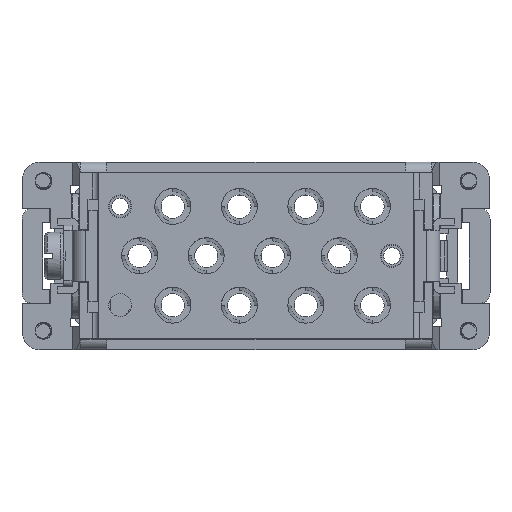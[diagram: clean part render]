
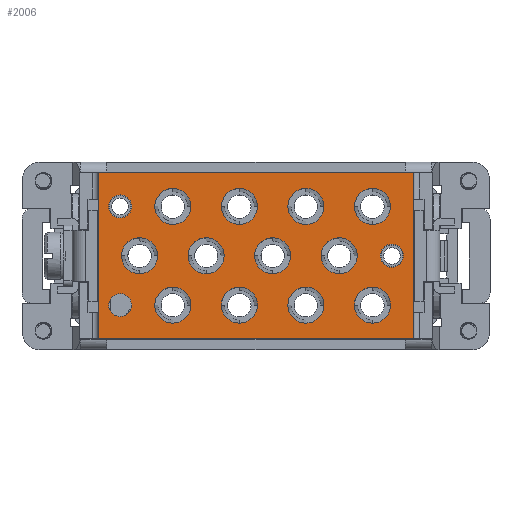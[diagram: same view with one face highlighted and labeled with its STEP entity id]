
A CAD part, top view. The second image highlights one B-rep face of the part: STEP entity #2006.
In plain terms, the highlighted planar face has unit normal (0, 0, 1).
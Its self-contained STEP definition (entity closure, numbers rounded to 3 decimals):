
#2006=ADVANCED_FACE('',(#5005,#5006,#5007,#5008,#5009,#5010,#5011,#5012,
#5013,#5014,#5015,#5016,#5017,#5018,#5019,#5020),#3003,.F.);
#3003=PLANE('',#23244);
#3748=CIRCLE('',#23086,3.25);
#3753=CIRCLE('',#23098,3.25);
#3758=CIRCLE('',#23110,3.25);
#3763=CIRCLE('',#23122,3.25);
#3768=CIRCLE('',#23134,3.25);
#3773=CIRCLE('',#23146,3.25);
#3778=CIRCLE('',#23158,3.25);
#3783=CIRCLE('',#23170,3.25);
#3790=CIRCLE('',#23184,3.25);
#3795=CIRCLE('',#23196,3.25);
#3800=CIRCLE('',#23208,3.25);
#3803=CIRCLE('',#23234,2.075);
#3804=CIRCLE('',#23240,2.075);
#3805=CIRCLE('',#23242,2.075);
#3806=CIRCLE('',#23243,3.25);
#5005=FACE_BOUND('',#5967,.T.);
#5006=FACE_BOUND('',#5968,.T.);
#5007=FACE_BOUND('',#5969,.T.);
#5008=FACE_BOUND('',#5970,.T.);
#5009=FACE_BOUND('',#5971,.T.);
#5010=FACE_BOUND('',#5972,.T.);
#5011=FACE_BOUND('',#5973,.T.);
#5012=FACE_BOUND('',#5974,.T.);
#5013=FACE_BOUND('',#5975,.T.);
#5014=FACE_BOUND('',#5976,.T.);
#5015=FACE_BOUND('',#5977,.T.);
#5016=FACE_BOUND('',#5978,.T.);
#5017=FACE_BOUND('',#5979,.T.);
#5018=FACE_BOUND('',#5980,.T.);
#5019=FACE_BOUND('',#5981,.T.);
#5020=FACE_BOUND('',#5982,.T.);
#5967=EDGE_LOOP('',(#9227));
#5968=EDGE_LOOP('',(#9228));
#5969=EDGE_LOOP('',(#9229));
#5970=EDGE_LOOP('',(#9230));
#5971=EDGE_LOOP('',(#9231));
#5972=EDGE_LOOP('',(#9232));
#5973=EDGE_LOOP('',(#9233,#9234,#9235,#9236));
#5974=EDGE_LOOP('',(#9237));
#5975=EDGE_LOOP('',(#9238));
#5976=EDGE_LOOP('',(#9239));
#5977=EDGE_LOOP('',(#9240));
#5978=EDGE_LOOP('',(#9241));
#5979=EDGE_LOOP('',(#9242));
#5980=EDGE_LOOP('',(#9243));
#5981=EDGE_LOOP('',(#9244));
#5982=EDGE_LOOP('',(#9245));
#9227=ORIENTED_EDGE('',*,*,#16753,.T.);
#9228=ORIENTED_EDGE('',*,*,#16754,.T.);
#9229=ORIENTED_EDGE('',*,*,#16682,.F.);
#9230=ORIENTED_EDGE('',*,*,#16699,.F.);
#9231=ORIENTED_EDGE('',*,*,#16716,.F.);
#9232=ORIENTED_EDGE('',*,*,#16755,.F.);
#9233=ORIENTED_EDGE('',*,*,#16744,.T.);
#9234=ORIENTED_EDGE('',*,*,#15948,.T.);
#9235=ORIENTED_EDGE('',*,*,#16743,.T.);
#9236=ORIENTED_EDGE('',*,*,#15926,.T.);
#9237=ORIENTED_EDGE('',*,*,#16543,.T.);
#9238=ORIENTED_EDGE('',*,*,#16645,.T.);
#9239=ORIENTED_EDGE('',*,*,#16628,.T.);
#9240=ORIENTED_EDGE('',*,*,#16750,.T.);
#9241=ORIENTED_EDGE('',*,*,#16577,.T.);
#9242=ORIENTED_EDGE('',*,*,#16594,.T.);
#9243=ORIENTED_EDGE('',*,*,#16611,.T.);
#9244=ORIENTED_EDGE('',*,*,#16560,.T.);
#9245=ORIENTED_EDGE('',*,*,#16662,.T.);
#13658=VERTEX_POINT('',#32039);
#13659=VERTEX_POINT('',#32041);
#13677=VERTEX_POINT('',#32082);
#13678=VERTEX_POINT('',#32084);
#14087=VERTEX_POINT('',#33405);
#14096=VERTEX_POINT('',#33438);
#14105=VERTEX_POINT('',#33471);
#14114=VERTEX_POINT('',#33504);
#14123=VERTEX_POINT('',#33537);
#14132=VERTEX_POINT('',#33570);
#14141=VERTEX_POINT('',#33603);
#14150=VERTEX_POINT('',#33636);
#14160=VERTEX_POINT('',#33673);
#14169=VERTEX_POINT('',#33706);
#14178=VERTEX_POINT('',#33739);
#14186=VERTEX_POINT('',#33804);
#14187=VERTEX_POINT('',#33813);
#14188=VERTEX_POINT('',#33816);
#14189=VERTEX_POINT('',#33818);
#15926=EDGE_CURVE('',#13659,#13658,#18907,.T.);
#15948=EDGE_CURVE('',#13678,#13677,#18926,.T.);
#16543=EDGE_CURVE('',#14087,#14087,#3748,.T.);
#16560=EDGE_CURVE('',#14096,#14096,#3753,.T.);
#16577=EDGE_CURVE('',#14105,#14105,#3758,.T.);
#16594=EDGE_CURVE('',#14114,#14114,#3763,.T.);
#16611=EDGE_CURVE('',#14123,#14123,#3768,.T.);
#16628=EDGE_CURVE('',#14132,#14132,#3773,.T.);
#16645=EDGE_CURVE('',#14141,#14141,#3778,.T.);
#16662=EDGE_CURVE('',#14150,#14150,#3783,.T.);
#16682=EDGE_CURVE('',#14160,#14160,#3790,.T.);
#16699=EDGE_CURVE('',#14169,#14169,#3795,.T.);
#16716=EDGE_CURVE('',#14178,#14178,#3800,.T.);
#16743=EDGE_CURVE('',#13677,#13659,#19472,.T.);
#16744=EDGE_CURVE('',#13658,#13678,#19473,.T.);
#16750=EDGE_CURVE('',#14186,#14186,#3803,.T.);
#16753=EDGE_CURVE('',#14187,#14187,#3804,.T.);
#16754=EDGE_CURVE('',#14188,#14188,#3805,.T.);
#16755=EDGE_CURVE('',#14189,#14189,#3806,.T.);
#18907=LINE('',#32040,#20743);
#18926=LINE('',#32083,#20762);
#19472=LINE('',#33790,#21308);
#19473=LINE('',#33792,#21309);
#20743=VECTOR('',#25399,1.);
#20762=VECTOR('',#25428,1.);
#21308=VECTOR('',#27280,1.);
#21309=VECTOR('',#27283,1.);
#23086=AXIS2_PLACEMENT_3D('',#33404,#26851,#26852);
#23098=AXIS2_PLACEMENT_3D('',#33437,#26887,#26888);
#23110=AXIS2_PLACEMENT_3D('',#33470,#26923,#26924);
#23122=AXIS2_PLACEMENT_3D('',#33503,#26959,#26960);
#23134=AXIS2_PLACEMENT_3D('',#33536,#26995,#26996);
#23146=AXIS2_PLACEMENT_3D('',#33569,#27031,#27032);
#23158=AXIS2_PLACEMENT_3D('',#33602,#27067,#27068);
#23170=AXIS2_PLACEMENT_3D('',#33635,#27103,#27104);
#23184=AXIS2_PLACEMENT_3D('',#33672,#27144,#27145);
#23196=AXIS2_PLACEMENT_3D('',#33705,#27180,#27181);
#23208=AXIS2_PLACEMENT_3D('',#33738,#27216,#27217);
#23234=AXIS2_PLACEMENT_3D('',#33803,#27299,#27300);
#23240=AXIS2_PLACEMENT_3D('',#33812,#27313,#27314);
#23242=AXIS2_PLACEMENT_3D('',#33815,#27317,#27318);
#23243=AXIS2_PLACEMENT_3D('',#33817,#27319,#27320);
#23244=AXIS2_PLACEMENT_3D('',#33819,#27321,#27322);
#25399=DIRECTION('',(-1.,0.,0.));
#25428=DIRECTION('',(1.,0.,0.));
#26851=DIRECTION('',(0.,0.,-1.));
#26852=DIRECTION('',(1.,0.,0.));
#26887=DIRECTION('',(0.,0.,-1.));
#26888=DIRECTION('',(1.,0.,0.));
#26923=DIRECTION('',(0.,0.,-1.));
#26924=DIRECTION('',(1.,0.,0.));
#26959=DIRECTION('',(0.,0.,-1.));
#26960=DIRECTION('',(1.,0.,0.));
#26995=DIRECTION('',(0.,0.,-1.));
#26996=DIRECTION('',(1.,0.,0.));
#27031=DIRECTION('',(0.,0.,-1.));
#27032=DIRECTION('',(1.,0.,0.));
#27067=DIRECTION('',(0.,0.,-1.));
#27068=DIRECTION('',(1.,0.,0.));
#27103=DIRECTION('',(0.,0.,-1.));
#27104=DIRECTION('',(1.,0.,0.));
#27144=DIRECTION('',(0.,0.,1.));
#27145=DIRECTION('',(1.,0.,0.));
#27180=DIRECTION('',(0.,0.,1.));
#27181=DIRECTION('',(1.,0.,0.));
#27216=DIRECTION('',(0.,0.,1.));
#27217=DIRECTION('',(1.,0.,0.));
#27280=DIRECTION('',(0.,1.,0.));
#27283=DIRECTION('',(0.,-1.,0.));
#27299=DIRECTION('',(0.,0.,-1.));
#27300=DIRECTION('',(1.,0.,0.));
#27313=DIRECTION('',(0.,0.,-1.));
#27314=DIRECTION('',(1.,0.,0.));
#27317=DIRECTION('',(0.,0.,-1.));
#27318=DIRECTION('',(1.,0.,0.));
#27319=DIRECTION('',(0.,0.,1.));
#27320=DIRECTION('',(1.,0.,0.));
#27321=DIRECTION('',(0.,0.,-1.));
#27322=DIRECTION('',(-1.,0.,0.));
#32039=CARTESIAN_POINT('',(-28.4,15.,22.9));
#32040=CARTESIAN_POINT('',(26.9,15.,22.9));
#32041=CARTESIAN_POINT('',(28.4,15.,22.9));
#32082=CARTESIAN_POINT('',(28.4,-15.,22.9));
#32083=CARTESIAN_POINT('',(27.15,-15.,22.9));
#32084=CARTESIAN_POINT('',(-28.4,-15.,22.9));
#33404=CARTESIAN_POINT('',(-15.,8.9,22.9));
#33405=CARTESIAN_POINT('',(-11.75,8.9,22.9));
#33437=CARTESIAN_POINT('',(-21.,0.,22.9));
#33438=CARTESIAN_POINT('',(-17.75,0.,22.9));
#33470=CARTESIAN_POINT('',(15.,0.,22.9));
#33471=CARTESIAN_POINT('',(18.25,0.,22.9));
#33503=CARTESIAN_POINT('',(3.,0.,22.9));
#33504=CARTESIAN_POINT('',(6.25,0.,22.9));
#33536=CARTESIAN_POINT('',(-9.,0.,22.9));
#33537=CARTESIAN_POINT('',(-5.75,0.,22.9));
#33569=CARTESIAN_POINT('',(9.,8.9,22.9));
#33570=CARTESIAN_POINT('',(12.25,8.9,22.9));
#33602=CARTESIAN_POINT('',(-3.,8.9,22.9));
#33603=CARTESIAN_POINT('',(0.25,8.9,22.9));
#33635=CARTESIAN_POINT('',(21.,8.9,22.9));
#33636=CARTESIAN_POINT('',(24.25,8.9,22.9));
#33672=CARTESIAN_POINT('',(-15.,-8.9,22.9));
#33673=CARTESIAN_POINT('',(-11.75,-8.9,22.9));
#33705=CARTESIAN_POINT('',(-3.,-8.9,22.9));
#33706=CARTESIAN_POINT('',(0.25,-8.9,22.9));
#33738=CARTESIAN_POINT('',(9.,-8.9,22.9));
#33739=CARTESIAN_POINT('',(12.25,-8.9,22.9));
#33790=CARTESIAN_POINT('',(28.4,15.,22.9));
#33792=CARTESIAN_POINT('',(-28.4,-15.,22.9));
#33803=CARTESIAN_POINT('',(24.5,0.,22.9));
#33804=CARTESIAN_POINT('',(26.575,0.,22.9));
#33812=CARTESIAN_POINT('',(-24.5,8.9,22.9));
#33813=CARTESIAN_POINT('',(-22.425,8.9,22.9));
#33815=CARTESIAN_POINT('',(-24.5,-8.9,22.9));
#33816=CARTESIAN_POINT('',(-22.425,-8.9,22.9));
#33817=CARTESIAN_POINT('',(21.,-8.9,22.9));
#33818=CARTESIAN_POINT('',(24.25,-8.9,22.9));
#33819=CARTESIAN_POINT('',(-24.5,-8.9,22.9));
